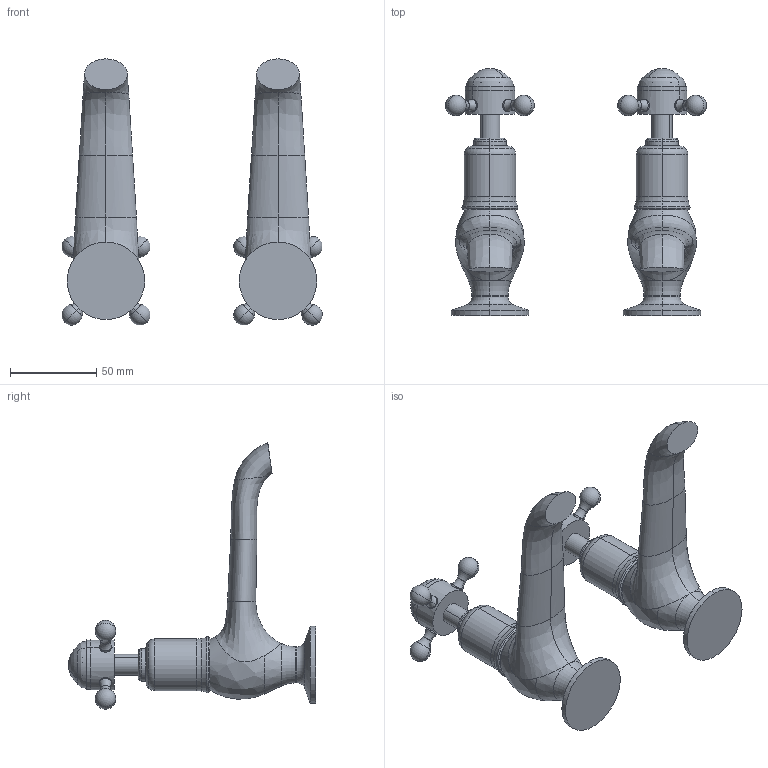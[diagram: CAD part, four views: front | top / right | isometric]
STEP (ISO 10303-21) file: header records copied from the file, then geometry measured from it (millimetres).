
FILE_DESCRIPTION((''),'2;1');
FILE_NAME('76011_ASM','2018-08-07T',('MQ'),(''),'PRO/ENGINEER BY PARAMETRIC TECHNOLOGY CORPORATION, 2012130','PRO/ENGINEER BY PARAMETRIC TECHNOLOGY CORPORATION, 2012130','');
FILE_SCHEMA(('CONFIG_CONTROL_DESIGN'));
Length unit declared in the file: millimetre
Products named in the file (12): MANIFOLD_SOLID_BREP_201; MANIFOLD_SOLID_BREP_202; MANIFOLD_SOLID_BREP_203; MANIFOLD_SOLID_BREP_204; MANIFOLD_SOLID_BREP_205; MANIFOLD_SOLID_BREP_206; MANIFOLD_SOLID_BREP_207; MANIFOLD_SOLID_BREP_208; MANIFOLD_SOLID_BREP_209; MANIFOLD_SOLID_BREP_210; ADMI2EE448OZ_ASM; 76011_ASM
Assembly tree (11 placements, depth 3):
  76011_ASM
    ADMI2EE448OZ_ASM
      MANIFOLD_SOLID_BREP_201
      MANIFOLD_SOLID_BREP_202
      MANIFOLD_SOLID_BREP_203
      MANIFOLD_SOLID_BREP_204
      MANIFOLD_SOLID_BREP_205
      MANIFOLD_SOLID_BREP_206
      MANIFOLD_SOLID_BREP_207
      MANIFOLD_SOLID_BREP_208
      MANIFOLD_SOLID_BREP_209
      MANIFOLD_SOLID_BREP_210
Bounding box: 151.53 x 143.5 x 154.68 mm (x, y, z)
Volume: 256731.5 mm3; surface area: 69455 mm2
Topology: 10 solids, 10 shells, 238 faces, 488 edges, 268 vertices
Faces by surface type: torus 72, cylinder 68, plane 34, bspline 24, cone 20, sphere 20
Entity records: 11588 total; most frequent: CARTESIAN_POINT 6339, DIRECTION 1232, ORIENTED_EDGE 936, AXIS2_PLACEMENT_3D 569, EDGE_CURVE 468, CIRCLE 322, VERTEX_POINT 268, EDGE_LOOP 260
